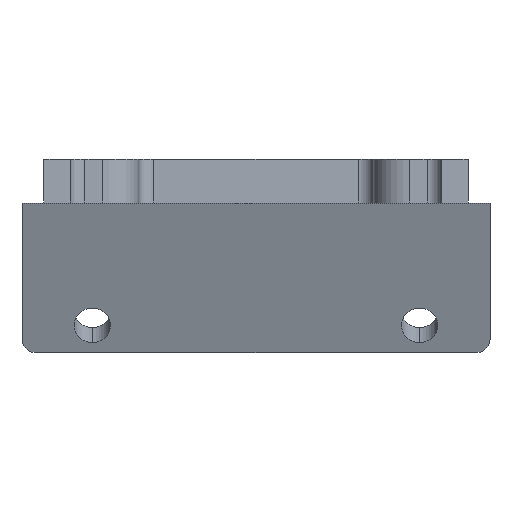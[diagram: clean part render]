
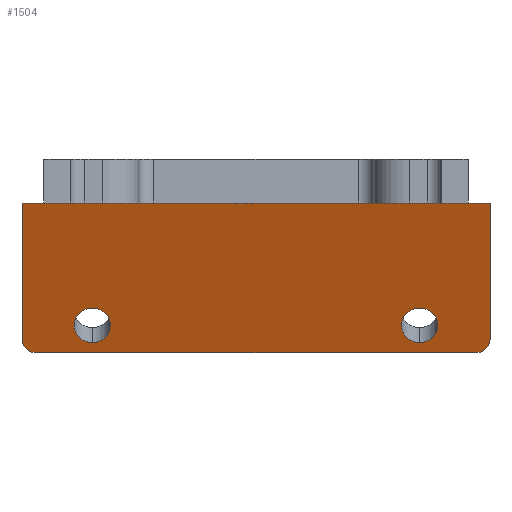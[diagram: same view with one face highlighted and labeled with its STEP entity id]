
A CAD part, front view. The second image highlights one B-rep face of the part: STEP entity #1504.
In plain terms, the highlighted planar face has unit normal (0, -0.94, -0.342).
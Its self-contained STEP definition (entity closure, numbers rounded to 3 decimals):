
#22 = EDGE_CURVE ( 'NONE', #1741, #1257, #237, .T. ) ;
#27 = DIRECTION ( 'NONE',  ( 0., -0.342, 0.94 ) ) ;
#29 = DIRECTION ( 'NONE',  ( 0., -0.94, -0.342 ) ) ;
#33 = LINE ( 'NONE', #1930, #1443 ) ;
#37 = ORIENTED_EDGE ( 'NONE', *, *, #358, .F. ) ;
#46 = AXIS2_PLACEMENT_3D ( 'NONE', #357, #1349, #1218 ) ;
#79 = VECTOR ( 'NONE', #1754, 1000. ) ;
#95 = DIRECTION ( 'NONE',  ( 0., 0.342, -0.94 ) ) ;
#102 = PLANE ( 'NONE',  #1535 ) ;
#177 = CIRCLE ( 'NONE', #2050, 1. ) ;
#181 = VERTEX_POINT ( 'NONE', #2077 ) ;
#216 = ORIENTED_EDGE ( 'NONE', *, *, #1288, .T. ) ;
#237 = LINE ( 'NONE', #1202, #420 ) ;
#238 = CIRCLE ( 'NONE', #2017, 1.25 ) ;
#248 = VERTEX_POINT ( 'NONE', #258 ) ;
#258 = CARTESIAN_POINT ( 'NONE',  ( 1., 2.637, -7.244 ) ) ;
#280 = DIRECTION ( 'NONE',  ( 0., -0.94, -0.342 ) ) ;
#291 = LINE ( 'NONE', #553, #1981 ) ;
#306 = CARTESIAN_POINT ( 'NONE',  ( 31., 2.637, -7.244 ) ) ;
#310 = DIRECTION ( 'NONE',  ( 0., -0.94, -0.342 ) ) ;
#325 = EDGE_CURVE ( 'NONE', #1417, #248, #1887, .T. ) ;
#347 = ORIENTED_EDGE ( 'NONE', *, *, #460, .F. ) ;
#348 = ORIENTED_EDGE ( 'NONE', *, *, #1630, .F. ) ;
#357 = CARTESIAN_POINT ( 'NONE',  ( 1., 2.295, -6.304 ) ) ;
#358 = EDGE_CURVE ( 'NONE', #1741, #1186, #33, .T. ) ;
#393 = ORIENTED_EDGE ( 'NONE', *, *, #325, .F. ) ;
#417 = CARTESIAN_POINT ( 'NONE',  ( 4.811, 1.525, -4.19 ) ) ;
#420 = VECTOR ( 'NONE', #2025, 1000. ) ;
#434 = CARTESIAN_POINT ( 'NONE',  ( 4.811, 1.953, -5.364 ) ) ;
#442 = CIRCLE ( 'NONE', #46, 1. ) ;
#445 = ORIENTED_EDGE ( 'NONE', *, *, #536, .F. ) ;
#457 = EDGE_LOOP ( 'NONE', ( #1521, #347 ) ) ;
#460 = EDGE_CURVE ( 'NONE', #1263, #1039, #238, .T. ) ;
#510 = EDGE_CURVE ( 'NONE', #1039, #1263, #1717, .T. ) ;
#523 = FACE_OUTER_BOUND ( 'NONE', #1520, .T. ) ;
#536 = EDGE_CURVE ( 'NONE', #1164, #771, #2040, .T. ) ;
#553 = CARTESIAN_POINT ( 'NONE',  ( 0., 0., 0. ) ) ;
#580 = FACE_BOUND ( 'NONE', #457, .T. ) ;
#602 = CARTESIAN_POINT ( 'NONE',  ( 41.068, 0., 0. ) ) ;
#604 = CARTESIAN_POINT ( 'NONE',  ( 27.189, 1.953, -5.364 ) ) ;
#629 = DIRECTION ( 'NONE',  ( 0., 0.342, -0.94 ) ) ;
#708 = AXIS2_PLACEMENT_3D ( 'NONE', #790, #2092, #1779 ) ;
#771 = VERTEX_POINT ( 'NONE', #885 ) ;
#790 = CARTESIAN_POINT ( 'NONE',  ( 27.189, 1.953, -5.364 ) ) ;
#854 = CARTESIAN_POINT ( 'NONE',  ( 32., 2.295, -6.304 ) ) ;
#865 = AXIS2_PLACEMENT_3D ( 'NONE', #434, #960, #629 ) ;
#885 = CARTESIAN_POINT ( 'NONE',  ( 27.189, 1.525, -4.19 ) ) ;
#960 = DIRECTION ( 'NONE',  ( 0., -0.94, -0.342 ) ) ;
#973 = EDGE_CURVE ( 'NONE', #771, #1164, #1356, .T. ) ;
#982 = CARTESIAN_POINT ( 'NONE',  ( 4.811, 1.953, -5.364 ) ) ;
#1039 = VERTEX_POINT ( 'NONE', #417 ) ;
#1097 = AXIS2_PLACEMENT_3D ( 'NONE', #604, #1905, #2069 ) ;
#1157 = ORIENTED_EDGE ( 'NONE', *, *, #973, .F. ) ;
#1161 = CARTESIAN_POINT ( 'NONE',  ( 4.811, 2.38, -6.539 ) ) ;
#1164 = VERTEX_POINT ( 'NONE', #1298 ) ;
#1186 = VERTEX_POINT ( 'NONE', #854 ) ;
#1195 = DIRECTION ( 'NONE',  ( 0., 0.342, -0.94 ) ) ;
#1202 = CARTESIAN_POINT ( 'NONE',  ( 35.193, -1.092, 3. ) ) ;
#1218 = DIRECTION ( 'NONE',  ( 0., 0.342, -0.94 ) ) ;
#1257 = VERTEX_POINT ( 'NONE', #1340 ) ;
#1263 = VERTEX_POINT ( 'NONE', #1161 ) ;
#1288 = EDGE_CURVE ( 'NONE', #1417, #1186, #177, .T. ) ;
#1298 = CARTESIAN_POINT ( 'NONE',  ( 27.189, 2.38, -6.539 ) ) ;
#1301 = CARTESIAN_POINT ( 'NONE',  ( 32., -1.092, 3. ) ) ;
#1333 = ORIENTED_EDGE ( 'NONE', *, *, #1529, .T. ) ;
#1340 = CARTESIAN_POINT ( 'NONE',  ( 0., -1.092, 3. ) ) ;
#1349 = DIRECTION ( 'NONE',  ( 0., -0.94, -0.342 ) ) ;
#1356 = CIRCLE ( 'NONE', #1097, 1.25 ) ;
#1417 = VERTEX_POINT ( 'NONE', #306 ) ;
#1443 = VECTOR ( 'NONE', #1782, 1000. ) ;
#1454 = CARTESIAN_POINT ( 'NONE',  ( 41.068, 2.637, -7.244 ) ) ;
#1504 = ADVANCED_FACE ( 'NONE', ( #580, #1612, #523 ), #102, .T. ) ;
#1520 = EDGE_LOOP ( 'NONE', ( #348, #1333, #393, #216, #37, #1691 ) ) ;
#1521 = ORIENTED_EDGE ( 'NONE', *, *, #510, .F. ) ;
#1529 = EDGE_CURVE ( 'NONE', #181, #248, #442, .T. ) ;
#1535 = AXIS2_PLACEMENT_3D ( 'NONE', #602, #280, #95 ) ;
#1612 = FACE_BOUND ( 'NONE', #1677, .T. ) ;
#1630 = EDGE_CURVE ( 'NONE', #181, #1257, #291, .T. ) ;
#1677 = EDGE_LOOP ( 'NONE', ( #1157, #445 ) ) ;
#1691 = ORIENTED_EDGE ( 'NONE', *, *, #22, .T. ) ;
#1717 = CIRCLE ( 'NONE', #865, 1.25 ) ;
#1741 = VERTEX_POINT ( 'NONE', #1301 ) ;
#1754 = DIRECTION ( 'NONE',  ( -1., 0., 0. ) ) ;
#1779 = DIRECTION ( 'NONE',  ( 0., 0.342, -0.94 ) ) ;
#1782 = DIRECTION ( 'NONE',  ( 0., 0.342, -0.94 ) ) ;
#1798 = DIRECTION ( 'NONE',  ( 0., 0.342, -0.94 ) ) ;
#1847 = CARTESIAN_POINT ( 'NONE',  ( 31., 2.295, -6.304 ) ) ;
#1887 = LINE ( 'NONE', #1454, #79 ) ;
#1905 = DIRECTION ( 'NONE',  ( 0., -0.94, -0.342 ) ) ;
#1930 = CARTESIAN_POINT ( 'NONE',  ( 32., 0., 0. ) ) ;
#1981 = VECTOR ( 'NONE', #27, 1000. ) ;
#2017 = AXIS2_PLACEMENT_3D ( 'NONE', #982, #310, #1798 ) ;
#2025 = DIRECTION ( 'NONE',  ( -1., 0., 0. ) ) ;
#2040 = CIRCLE ( 'NONE', #708, 1.25 ) ;
#2050 = AXIS2_PLACEMENT_3D ( 'NONE', #1847, #29, #1195 ) ;
#2069 = DIRECTION ( 'NONE',  ( 0., 0.342, -0.94 ) ) ;
#2077 = CARTESIAN_POINT ( 'NONE',  ( 0., 2.295, -6.304 ) ) ;
#2092 = DIRECTION ( 'NONE',  ( 0., -0.94, -0.342 ) ) ;
